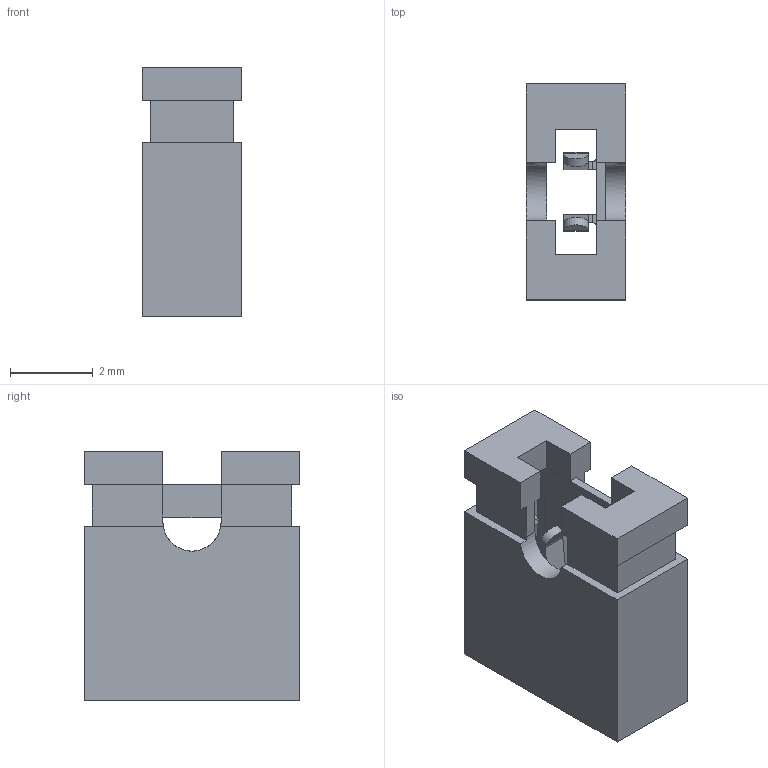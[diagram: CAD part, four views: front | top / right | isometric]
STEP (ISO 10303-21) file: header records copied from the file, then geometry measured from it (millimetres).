
FILE_DESCRIPTION(/* description */ (''),/* implementation_level */ '2;1');
FILE_NAME(/* name */ 'Jumper-Cap.stp',/* time_stamp */ '2022-07-08T07:23:09+02:00',/* author */ (''),/* organization */ (''),/* preprocessor_version */ 'ST-DEVELOPER v15.2',/* originating_system */ 'Autodesk Translator Framework v2.0.0.5431',/* authorisation */ '');
FILE_SCHEMA (('AUTOMOTIVE_DESIGN { 1 0 10303 214 3 1 1 }'));
Length unit declared in the file: centimetre
Products named in the file (1): Jumper
Bounding box: 2.4 x 5.2 x 6 mm (x, y, z)
Volume: 41.9 mm3; surface area: 221.7 mm2
Topology: 2 solids, 2 shells, 173 faces, 414 edges, 244 vertices
Faces by surface type: plane 141, cylinder 32
Entity records: 4873 total; most frequent: CARTESIAN_POINT 832, DIRECTION 830, ORIENTED_EDGE 828, EDGE_CURVE 414, LINE 346, VECTOR 346, VERTEX_POINT 244, AXIS2_PLACEMENT_3D 242
